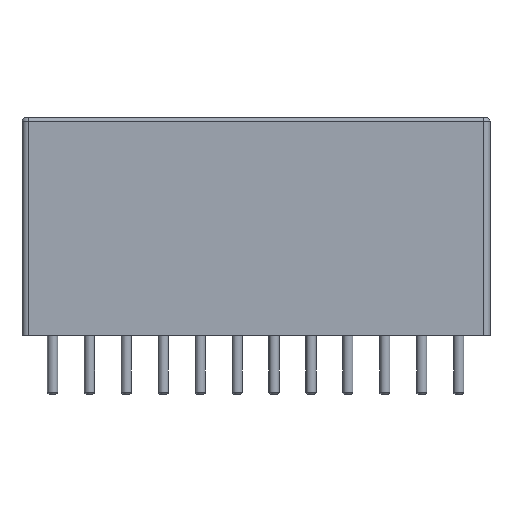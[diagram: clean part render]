
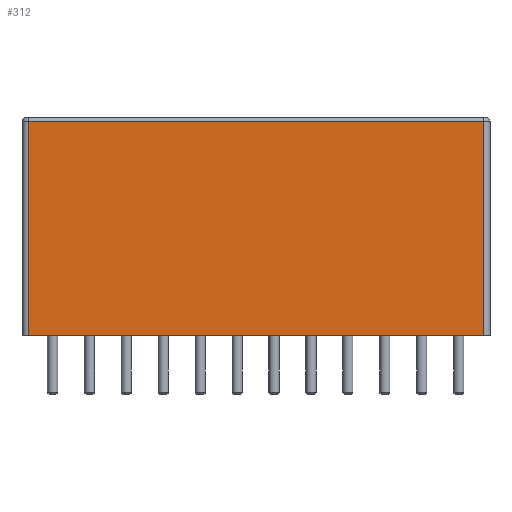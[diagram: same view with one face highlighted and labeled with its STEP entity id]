
A CAD part, front view. The second image highlights one B-rep face of the part: STEP entity #312.
In plain terms, the highlighted planar face has unit normal (0, -1, 0).
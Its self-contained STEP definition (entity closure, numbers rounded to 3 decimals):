
#13=DIRECTION('',(0.,0.,1.));
#83=DIRECTION('',(0.,-1.,0.));
#86=VERTEX_POINT('',#87);
#87=CARTESIAN_POINT('',(29.645,-8.3,0.1));
#93=EDGE_CURVE('',#86,#94,#96,.T.);
#94=VERTEX_POINT('',#95);
#95=CARTESIAN_POINT('',(-1.645,-8.3,0.1));
#96=LINE('',#97,#98);
#97=CARTESIAN_POINT('',(30.1,-8.3,0.1));
#98=VECTOR('',#99,1.);
#99=DIRECTION('',(-1.,0.,0.));
#249=VECTOR('',#13,1.);
#283=EDGE_CURVE('',#86,#284,#286,.T.);
#284=VERTEX_POINT('',#285);
#285=CARTESIAN_POINT('',(29.645,-8.3,14.873));
#286=LINE('',#87,#249);
#312=ADVANCED_FACE('',(#313),#325,.T.);
#313=FACE_BOUND('',#314,.T.);
#314=EDGE_LOOP('',(#315,#316,#321,#324));
#315=ORIENTED_EDGE('',*,*,#283,.T.);
#316=ORIENTED_EDGE('',*,*,#317,.T.);
#317=EDGE_CURVE('',#284,#318,#320,.T.);
#318=VERTEX_POINT('',#319);
#319=CARTESIAN_POINT('',(-1.645,-8.3,14.873));
#320=LINE('',#285,#98);
#321=ORIENTED_EDGE('',*,*,#322,.F.);
#322=EDGE_CURVE('',#94,#318,#323,.T.);
#323=LINE('',#95,#249);
#324=ORIENTED_EDGE('',*,*,#93,.F.);
#325=PLANE('',#326);
#326=AXIS2_PLACEMENT_3D('',#97,#83,#99);
